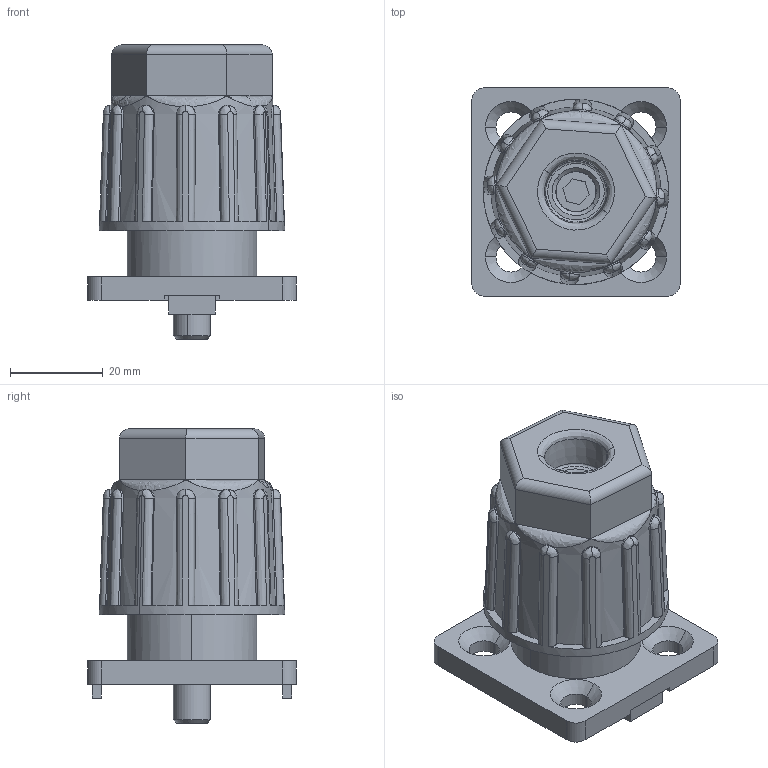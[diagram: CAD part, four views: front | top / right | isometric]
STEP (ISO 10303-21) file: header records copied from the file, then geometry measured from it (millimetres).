
FILE_DESCRIPTION (( 'STEP AP214' ), '1' );
FILE_NAME ('6411200', '2019-01-30T08:25:24', ( '' ), ('JUGARD+KÜNSTNER GmbH'), 'SwSTEP 2.0', 'SolidWorks 2017', '' );
FILE_SCHEMA (( 'AUTOMOTIVE_DESIGN' ));
Length unit declared in the file: millimetre
Products named in the file (5): Part4; Part2; 6411200; Part1; Part3
Assembly tree (4 placements, depth 2):
  6411200
    Part3
    Part1
    Part2
    Part4
Bounding box: 45 x 45 x 63.4 mm (x, y, z)
Volume: 41445.2 mm3; surface area: 25472.7 mm2
Topology: 4 solids, 4 shells, 392 faces, 1055 edges, 671 vertices
Faces by surface type: plane 164, cylinder 135, bspline 63, cone 30
Entity records: 20033 total; most frequent: CARTESIAN_POINT 6455, ORIENTED_EDGE 2086, DIRECTION 1643, EDGE_CURVE 1043, VERTEX_POINT 671, AXIS2_PLACEMENT_3D 585, LINE 473, VECTOR 473
